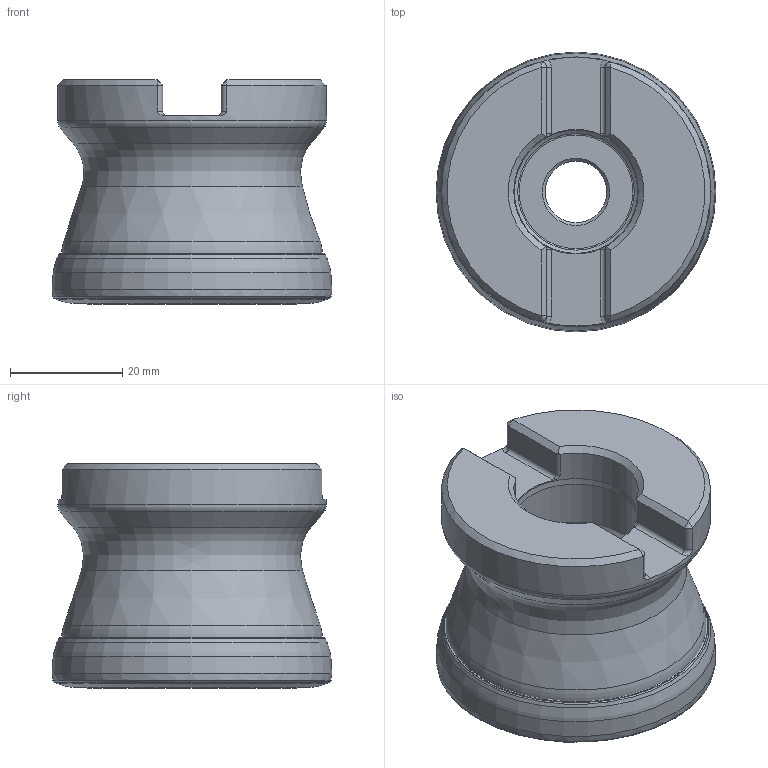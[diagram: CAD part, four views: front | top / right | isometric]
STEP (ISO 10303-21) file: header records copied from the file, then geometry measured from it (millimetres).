
FILE_DESCRIPTION(/* description */ (''),/* implementation_level */ '2;1');
FILE_NAME(/* name */ '50A05R_SMOZD09_C_115009941ndi000_00_SIM.stp',/* time_stamp */ '2019-12-19T13:11:39+01:00',/* author */ (''),/* organization */ (''),/* preprocessor_version */ 'ST-DEVELOPER v16.7',/* originating_system */ 'SIEMENS PLM Software NX 12.0',/* authorisation */ '');
FILE_SCHEMA (('AUTOMOTIVE_DESIGN { 1 0 10303 214 3 1 1 1 }'));
Length unit declared in the file: millimetre
Products named in the file (1): hc723B40B71Equza
Bounding box: 49.91 x 49.91 x 40 mm (x, y, z)
Volume: 54673.4 mm3; surface area: 15255.3 mm2
Topology: 2 solids, 2 shells, 104 faces, 249 edges, 144 vertices
Faces by surface type: revolution 28, cylinder 24, torus 19, cone 18, plane 15
Full cylindrical faces by diameter (mm): 11 x1, 18.1 x1, 22.006 x1, 22.2 x1, 46.491 x1, 48 x1
Entity records: 2973 total; most frequent: CARTESIAN_POINT 877, DIRECTION 420, ORIENTED_EDGE 350, AXIS2_PLACEMENT_3D 176, EDGE_CURVE 175, EDGE_LOOP 162, VERTEX_POINT 129, FACE_BOUND 116
